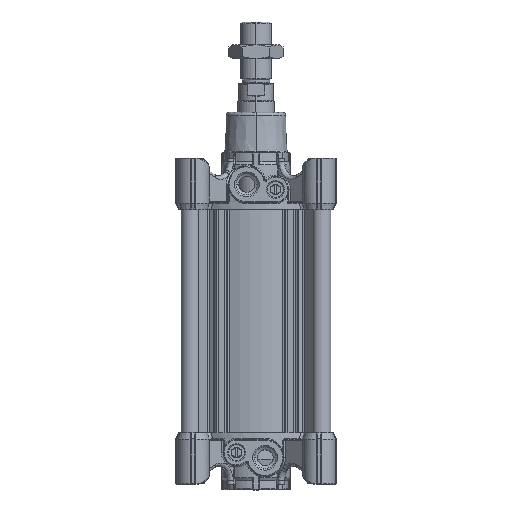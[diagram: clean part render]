
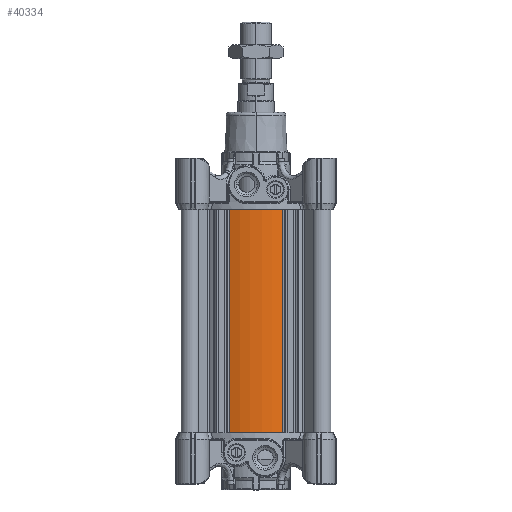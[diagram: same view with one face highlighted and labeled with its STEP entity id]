
A CAD part, top view. The second image highlights one B-rep face of the part: STEP entity #40334.
In plain terms, the highlighted cylindrical face has radius 65.5 mm (diameter 131 mm), a partial arc.
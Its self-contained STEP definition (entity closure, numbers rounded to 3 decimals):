
#10329 = EDGE_CURVE ( 'NONE', #45290, #73913, #134722, .T. ) ;
#12331 = DIRECTION ( 'NONE',  ( 0., -1., 0. ) ) ;
#14254 = DIRECTION ( 'NONE',  ( 0., 1., 0. ) ) ;
#17164 = EDGE_CURVE ( 'NONE', #73913, #26192, #56588, .T. ) ;
#25407 = ORIENTED_EDGE ( 'NONE', *, *, #46828, .T. ) ;
#26192 = VERTEX_POINT ( 'NONE', #44379 ) ;
#30206 = CARTESIAN_POINT ( 'NONE',  ( 0., 45., 0. ) ) ;
#37995 = DIRECTION ( 'NONE',  ( 1., 0., 0. ) ) ;
#38218 = EDGE_CURVE ( 'NONE', #131163, #26192, #133176, .T. ) ;
#39290 = ORIENTED_EDGE ( 'NONE', *, *, #38218, .T. ) ;
#39398 = DIRECTION ( 'NONE',  ( 0., -1., 0. ) ) ;
#40334 = ADVANCED_FACE ( 'NONE', ( #86482 ), #45498, .T. ) ;
#42296 = EDGE_LOOP ( 'NONE', ( #39290, #111858, #113680, #25407 ) ) ;
#44379 = CARTESIAN_POINT ( 'NONE',  ( -23.531, 240., 61.127 ) ) ;
#45290 = VERTEX_POINT ( 'NONE', #101123 ) ;
#45498 = CYLINDRICAL_SURFACE ( 'NONE', #84665, 65.5 ) ;
#46767 = VECTOR ( 'NONE', #14254, 1000. ) ;
#46828 = EDGE_CURVE ( 'NONE', #45290, #131163, #91311, .T. ) ;
#56588 = LINE ( 'NONE', #121533, #46767 ) ;
#62568 = AXIS2_PLACEMENT_3D ( 'NONE', #30206, #39398, #37995 ) ;
#72303 = AXIS2_PLACEMENT_3D ( 'NONE', #87121, #12331, #130195 ) ;
#73913 = VERTEX_POINT ( 'NONE', #128371 ) ;
#82811 = DIRECTION ( 'NONE',  ( 0., 1., 0. ) ) ;
#84665 = AXIS2_PLACEMENT_3D ( 'NONE', #88568, #129551, #98456 ) ;
#86482 = FACE_OUTER_BOUND ( 'NONE', #42296, .T. ) ;
#87121 = CARTESIAN_POINT ( 'NONE',  ( 0., 240., 0. ) ) ;
#88568 = CARTESIAN_POINT ( 'NONE',  ( 0., 170., 0. ) ) ;
#91311 = LINE ( 'NONE', #125892, #131176 ) ;
#98456 = DIRECTION ( 'NONE',  ( -1., 0., 0. ) ) ;
#101123 = CARTESIAN_POINT ( 'NONE',  ( 23.531, 45., 61.127 ) ) ;
#111858 = ORIENTED_EDGE ( 'NONE', *, *, #17164, .F. ) ;
#113680 = ORIENTED_EDGE ( 'NONE', *, *, #10329, .F. ) ;
#119875 = CARTESIAN_POINT ( 'NONE',  ( 23.531, 240., 61.127 ) ) ;
#121533 = CARTESIAN_POINT ( 'NONE',  ( -23.531, 170., 61.127 ) ) ;
#125892 = CARTESIAN_POINT ( 'NONE',  ( 23.531, 170., 61.127 ) ) ;
#128371 = CARTESIAN_POINT ( 'NONE',  ( -23.531, 45., 61.127 ) ) ;
#129551 = DIRECTION ( 'NONE',  ( 0., 1., 0. ) ) ;
#130195 = DIRECTION ( 'NONE',  ( 1., 0., 0. ) ) ;
#131163 = VERTEX_POINT ( 'NONE', #119875 ) ;
#131176 = VECTOR ( 'NONE', #82811, 1000. ) ;
#133176 = CIRCLE ( 'NONE', #72303, 65.5 ) ;
#134722 = CIRCLE ( 'NONE', #62568, 65.5 ) ;
